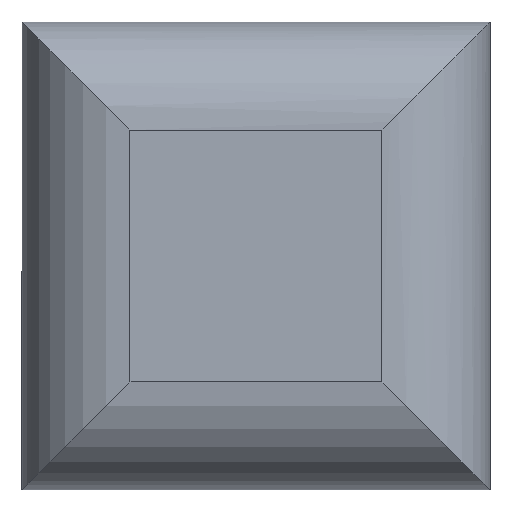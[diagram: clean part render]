
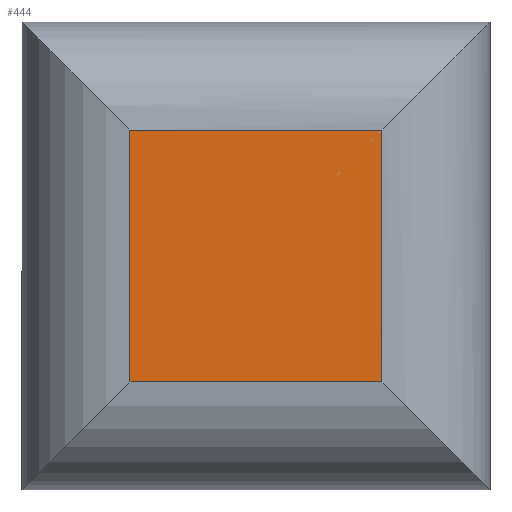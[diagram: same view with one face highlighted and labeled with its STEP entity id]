
A CAD part, left-side view. The second image highlights one B-rep face of the part: STEP entity #444.
In plain terms, the highlighted planar face has unit normal (-1, 0, 0).
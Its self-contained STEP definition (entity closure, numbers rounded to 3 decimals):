
#1 = CARTESIAN_POINT ( 'NONE',  ( -3.05, -0.7, 0.475 ) ) ;
#35 = EDGE_CURVE ( 'NONE', #109, #657, #486, .T. ) ;
#67 = DIRECTION ( 'NONE',  ( 0., 0., 1. ) ) ;
#72 = VECTOR ( 'NONE', #129, 1000. ) ;
#109 = VERTEX_POINT ( 'NONE', #506 ) ;
#112 = FACE_OUTER_BOUND ( 'NONE', #659, .T. ) ;
#129 = DIRECTION ( 'NONE',  ( 0., 1., 0. ) ) ;
#146 = DIRECTION ( 'NONE',  ( 0., -1., 0. ) ) ;
#228 = CARTESIAN_POINT ( 'NONE',  ( -3.05, -0.7, 2.475 ) ) ;
#239 = ORIENTED_EDGE ( 'NONE', *, *, #35, .F. ) ;
#241 = EDGE_CURVE ( 'NONE', #323, #109, #627, .T. ) ;
#249 = CARTESIAN_POINT ( 'NONE',  ( -3.05, 0., 0.475 ) ) ;
#253 = CARTESIAN_POINT ( 'NONE',  ( -3.05, -0.7, 1.875 ) ) ;
#254 = ORIENTED_EDGE ( 'NONE', *, *, #300, .F. ) ;
#260 = CARTESIAN_POINT ( 'NONE',  ( -3.05, 1.3, 1.875 ) ) ;
#283 = DIRECTION ( 'NONE',  ( 0., -1., 0. ) ) ;
#300 = EDGE_CURVE ( 'NONE', #657, #379, #602, .T. ) ;
#315 = AXIS2_PLACEMENT_3D ( 'NONE', #667, #493, #283 ) ;
#323 = VERTEX_POINT ( 'NONE', #1 ) ;
#340 = VECTOR ( 'NONE', #67, 1000. ) ;
#379 = VERTEX_POINT ( 'NONE', #253 ) ;
#444 = ADVANCED_FACE ( 'NONE', ( #112 ), #656, .T. ) ;
#473 = EDGE_CURVE ( 'NONE', #379, #323, #504, .T. ) ;
#486 = LINE ( 'NONE', #544, #340 ) ;
#493 = DIRECTION ( 'NONE',  ( -1., 0., 0. ) ) ;
#504 = LINE ( 'NONE', #228, #512 ) ;
#506 = CARTESIAN_POINT ( 'NONE',  ( -3.05, 0.7, 0.475 ) ) ;
#512 = VECTOR ( 'NONE', #670, 1000. ) ;
#516 = ORIENTED_EDGE ( 'NONE', *, *, #241, .F. ) ;
#535 = VECTOR ( 'NONE', #146, 1000. ) ;
#544 = CARTESIAN_POINT ( 'NONE',  ( -3.05, 0.7, -0.125 ) ) ;
#602 = LINE ( 'NONE', #260, #535 ) ;
#605 = CARTESIAN_POINT ( 'NONE',  ( -3.05, 0.7, 1.875 ) ) ;
#625 = ORIENTED_EDGE ( 'NONE', *, *, #473, .F. ) ;
#627 = LINE ( 'NONE', #249, #72 ) ;
#656 = PLANE ( 'NONE',  #315 ) ;
#657 = VERTEX_POINT ( 'NONE', #605 ) ;
#659 = EDGE_LOOP ( 'NONE', ( #254, #239, #516, #625 ) ) ;
#667 = CARTESIAN_POINT ( 'NONE',  ( -3.05, 0., 0. ) ) ;
#670 = DIRECTION ( 'NONE',  ( 0., 0., -1. ) ) ;
